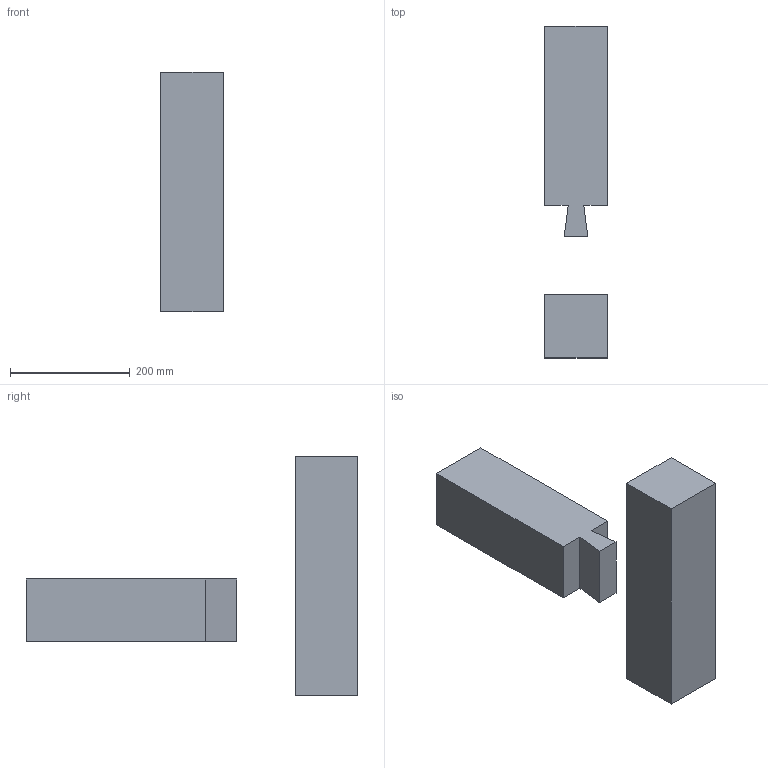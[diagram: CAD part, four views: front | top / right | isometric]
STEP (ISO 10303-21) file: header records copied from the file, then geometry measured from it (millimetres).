
FILE_DESCRIPTION(/* description */ (''),/* implementation_level */ '2;1');
FILE_NAME(/* name */ '89528.step',/* time_stamp */ '2019-02-24T15:50:14+09:00',/* author */ ('ryo2003'),/* organization */ (''),/* preprocessor_version */ 'ST-DEVELOPER v17.2',/* originating_system */ 'Autodesk Translation Framework v7.6.0.251',/* authorisation */ '');
FILE_SCHEMA (('AUTOMOTIVE_DESIGN { 1 0 10303 214 3 1 1 }'));
Length unit declared in the file: millimetre
Products named in the file (3): 寄せ蟻枘仕口 v2; コンポーネント1; コンポーネント2
Assembly tree (2 placements, depth 2):
  寄せ蟻枘仕口 v2
    コンポーネント1
    コンポーネント2
Bounding box: 105 x 555 x 400 mm (x, y, z)
Volume: 7500445.3 mm3; surface area: 381682.5 mm2
Topology: 2 solids, 2 shells, 25 faces, 58 edges, 38 vertices
Faces by surface type: plane 25
Entity records: 788 total; most frequent: CARTESIAN_POINT 126, DIRECTION 118, ORIENTED_EDGE 116, LINE 58, VECTOR 58, EDGE_CURVE 58, VERTEX_POINT 38, AXIS2_PLACEMENT_3D 30
